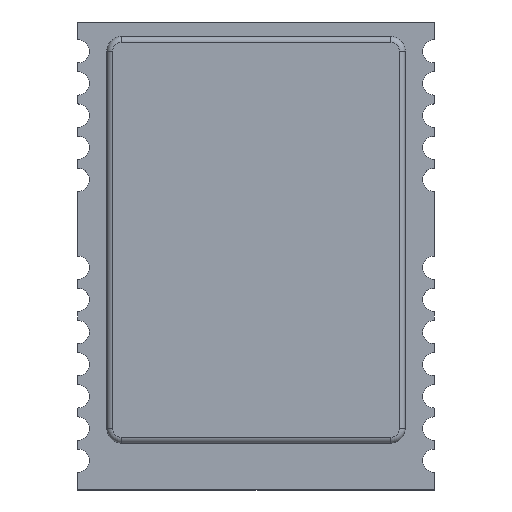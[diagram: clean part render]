
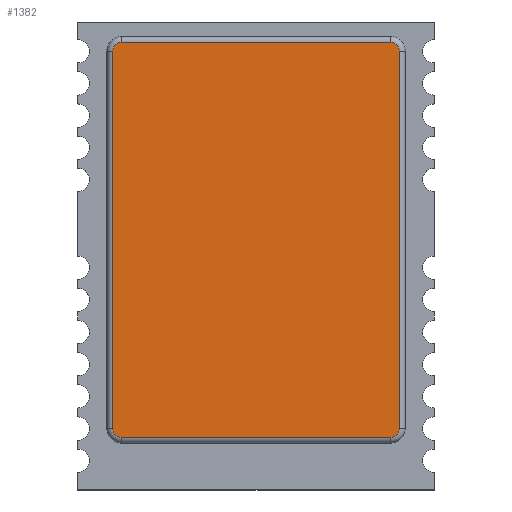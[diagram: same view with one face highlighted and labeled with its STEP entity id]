
A CAD part, top view. The second image highlights one B-rep face of the part: STEP entity #1382.
In plain terms, the highlighted planar face has unit normal (0, 0, 1).
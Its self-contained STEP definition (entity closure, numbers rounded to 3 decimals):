
#65=PLANE('',#1550);
#137=FACE_OUTER_BOUND('',#209,.T.);
#209=EDGE_LOOP('',(#1229,#1230,#1231,#1232,#1233,#1234,#1235,#1236));
#264=CIRCLE('',#1520,0.3);
#269=CIRCLE('',#1527,0.3);
#274=CIRCLE('',#1535,0.3);
#279=CIRCLE('',#1542,0.3);
#393=LINE('',#2325,#521);
#399=LINE('',#2358,#527);
#401=LINE('',#2361,#529);
#403=LINE('',#2364,#531);
#521=VECTOR('',#1909,10.);
#527=VECTOR('',#1945,10.);
#529=VECTOR('',#1949,10.);
#531=VECTOR('',#1953,10.);
#642=VERTEX_POINT('',#2296);
#644=VERTEX_POINT('',#2300);
#648=VERTEX_POINT('',#2311);
#650=VERTEX_POINT('',#2315);
#654=VERTEX_POINT('',#2329);
#656=VERTEX_POINT('',#2333);
#660=VERTEX_POINT('',#2344);
#662=VERTEX_POINT('',#2348);
#824=EDGE_CURVE('',#644,#642,#264,.T.);
#831=EDGE_CURVE('',#650,#648,#269,.T.);
#835=EDGE_CURVE('',#642,#650,#393,.T.);
#840=EDGE_CURVE('',#656,#654,#274,.T.);
#847=EDGE_CURVE('',#662,#660,#279,.T.);
#851=EDGE_CURVE('',#648,#662,#399,.T.);
#853=EDGE_CURVE('',#660,#656,#401,.T.);
#855=EDGE_CURVE('',#654,#644,#403,.T.);
#1229=ORIENTED_EDGE('',*,*,#847,.F.);
#1230=ORIENTED_EDGE('',*,*,#851,.F.);
#1231=ORIENTED_EDGE('',*,*,#831,.F.);
#1232=ORIENTED_EDGE('',*,*,#835,.F.);
#1233=ORIENTED_EDGE('',*,*,#824,.F.);
#1234=ORIENTED_EDGE('',*,*,#855,.F.);
#1235=ORIENTED_EDGE('',*,*,#840,.F.);
#1236=ORIENTED_EDGE('',*,*,#853,.F.);
#1382=ADVANCED_FACE('',(#137),#65,.T.);
#1520=AXIS2_PLACEMENT_3D('',#2302,#1883,#1884);
#1527=AXIS2_PLACEMENT_3D('',#2317,#1899,#1900);
#1535=AXIS2_PLACEMENT_3D('',#2335,#1919,#1920);
#1542=AXIS2_PLACEMENT_3D('',#2350,#1935,#1936);
#1550=AXIS2_PLACEMENT_3D('',#2370,#1961,#1962);
#1883=DIRECTION('center_axis',(0.,0.,-1.));
#1884=DIRECTION('ref_axis',(-0.707,0.707,0.));
#1899=DIRECTION('center_axis',(0.,0.,-1.));
#1900=DIRECTION('ref_axis',(0.707,0.707,0.));
#1909=DIRECTION('',(1.,0.,0.));
#1919=DIRECTION('center_axis',(0.,0.,-1.));
#1920=DIRECTION('ref_axis',(-0.707,-0.707,0.));
#1935=DIRECTION('center_axis',(0.,0.,-1.));
#1936=DIRECTION('ref_axis',(0.707,-0.707,0.));
#1945=DIRECTION('',(0.,-1.,0.));
#1949=DIRECTION('',(-1.,0.,0.));
#1953=DIRECTION('',(0.,1.,0.));
#1961=DIRECTION('center_axis',(0.,0.,1.));
#1962=DIRECTION('ref_axis',(1.,0.,0.));
#2296=CARTESIAN_POINT('',(-4.6,7.3,3.));
#2300=CARTESIAN_POINT('',(-4.9,7.,3.));
#2302=CARTESIAN_POINT('Origin',(-4.6,7.,3.));
#2311=CARTESIAN_POINT('',(4.9,7.,3.));
#2315=CARTESIAN_POINT('',(4.6,7.3,3.));
#2317=CARTESIAN_POINT('Origin',(4.6,7.,3.));
#2325=CARTESIAN_POINT('',(2.55,7.3,3.));
#2329=CARTESIAN_POINT('',(-4.9,-5.9,3.));
#2333=CARTESIAN_POINT('',(-4.6,-6.2,3.));
#2335=CARTESIAN_POINT('Origin',(-4.6,-5.9,3.));
#2344=CARTESIAN_POINT('',(4.6,-6.2,3.));
#2348=CARTESIAN_POINT('',(4.9,-5.9,3.));
#2350=CARTESIAN_POINT('Origin',(4.6,-5.9,3.));
#2358=CARTESIAN_POINT('',(4.9,-2.925,3.));
#2361=CARTESIAN_POINT('',(-2.55,-6.2,3.));
#2364=CARTESIAN_POINT('',(-4.9,4.025,3.));
#2370=CARTESIAN_POINT('Origin',(0.,0.55,3.));
